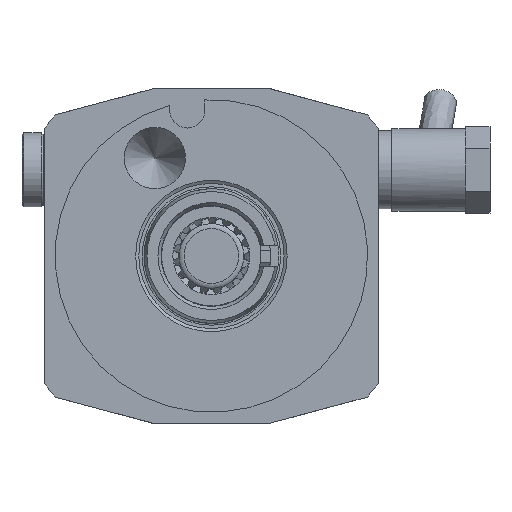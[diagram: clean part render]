
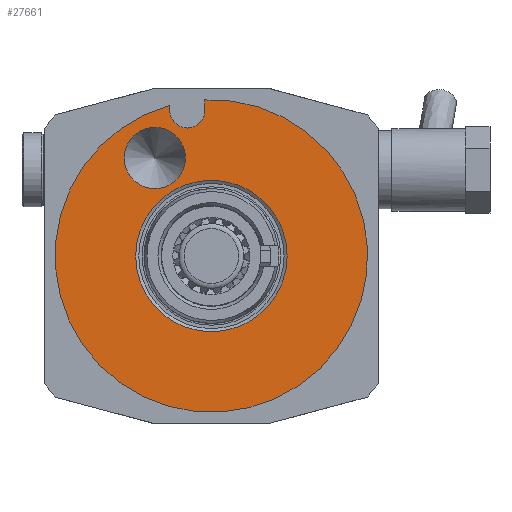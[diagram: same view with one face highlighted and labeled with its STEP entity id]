
A CAD part, front view. The second image highlights one B-rep face of the part: STEP entity #27661.
In plain terms, the highlighted planar face has unit normal (0, -1, 0).
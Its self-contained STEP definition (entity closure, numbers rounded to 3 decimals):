
#107 = DIRECTION ( 'NONE',  ( 1., 0., 0. ) ) ;
#1058 = CARTESIAN_POINT ( 'NONE',  ( -1.223, 0., 27. ) ) ;
#1118 = EDGE_LOOP ( 'NONE', ( #16799 ) ) ;
#1142 = ORIENTED_EDGE ( 'NONE', *, *, #2628, .F. ) ;
#1487 = DIRECTION ( 'NONE',  ( 1., 0., 0. ) ) ;
#1712 = EDGE_CURVE ( 'NONE', #7158, #22208, #3336, .T. ) ;
#1835 = AXIS2_PLACEMENT_3D ( 'NONE', #25844, #6642, #107 ) ;
#1843 = DIRECTION ( 'NONE',  ( 0., 1., 0. ) ) ;
#2117 = EDGE_CURVE ( 'NONE', #4494, #4494, #7191, .T. ) ;
#2445 = AXIS2_PLACEMENT_3D ( 'NONE', #25866, #1843, #17174 ) ;
#2628 = EDGE_CURVE ( 'NONE', #22970, #14841, #10859, .T. ) ;
#2994 = CARTESIAN_POINT ( 'NONE',  ( -1.223, 0., 27. ) ) ;
#3336 = LINE ( 'NONE', #1058, #25413 ) ;
#3878 = CARTESIAN_POINT ( 'NONE',  ( -4.473, 0., 27. ) ) ;
#4494 = VERTEX_POINT ( 'NONE', #28110 ) ;
#4502 = DIRECTION ( 'NONE',  ( 0., 1., 0. ) ) ;
#6642 = DIRECTION ( 'NONE',  ( 0., -1., 0. ) ) ;
#7028 = CARTESIAN_POINT ( 'NONE',  ( 0., 0., 0. ) ) ;
#7158 = VERTEX_POINT ( 'NONE', #2994 ) ;
#7191 = CIRCLE ( 'NONE', #25830, 5.677 ) ;
#7485 = DIRECTION ( 'NONE',  ( 0., -1., 0. ) ) ;
#7738 = CIRCLE ( 'NONE', #1835, 14.05 ) ;
#7819 = CIRCLE ( 'NONE', #20977, 3.25 ) ;
#7919 = CARTESIAN_POINT ( 'NONE',  ( -7.723, 0., 27.953 ) ) ;
#9137 = CARTESIAN_POINT ( 'NONE',  ( -7.723, 0., 27. ) ) ;
#10772 = FACE_OUTER_BOUND ( 'NONE', #15147, .T. ) ;
#10859 = LINE ( 'NONE', #26666, #11764 ) ;
#10884 = CIRCLE ( 'NONE', #19996, 29. ) ;
#11337 = EDGE_CURVE ( 'NONE', #17859, #17859, #7738, .T. ) ;
#11742 = EDGE_CURVE ( 'NONE', #22970, #22208, #10884, .T. ) ;
#11764 = VECTOR ( 'NONE', #21972, 1000. ) ;
#11989 = DIRECTION ( 'NONE',  ( 0., 0., 1. ) ) ;
#14841 = VERTEX_POINT ( 'NONE', #9137 ) ;
#15147 = EDGE_LOOP ( 'NONE', ( #19988, #20296, #19415, #1142 ) ) ;
#15191 = DIRECTION ( 'NONE',  ( -1., 0., 0. ) ) ;
#15582 = DIRECTION ( 'NONE',  ( 0., -1., 0. ) ) ;
#16799 = ORIENTED_EDGE ( 'NONE', *, *, #2117, .T. ) ;
#17174 = DIRECTION ( 'NONE',  ( -1., 0., 0. ) ) ;
#17859 = VERTEX_POINT ( 'NONE', #21699 ) ;
#17956 = ORIENTED_EDGE ( 'NONE', *, *, #11337, .F. ) ;
#19006 = CARTESIAN_POINT ( 'NONE',  ( -10.5, 0., 18.187 ) ) ;
#19315 = FACE_BOUND ( 'NONE', #1118, .T. ) ;
#19415 = ORIENTED_EDGE ( 'NONE', *, *, #21646, .F. ) ;
#19988 = ORIENTED_EDGE ( 'NONE', *, *, #11742, .T. ) ;
#19996 = AXIS2_PLACEMENT_3D ( 'NONE', #7028, #15582, #24664 ) ;
#20296 = ORIENTED_EDGE ( 'NONE', *, *, #1712, .F. ) ;
#20977 = AXIS2_PLACEMENT_3D ( 'NONE', #3878, #7485, #1487 ) ;
#21316 = FACE_BOUND ( 'NONE', #26504, .T. ) ;
#21646 = EDGE_CURVE ( 'NONE', #14841, #7158, #7819, .T. ) ;
#21699 = CARTESIAN_POINT ( 'NONE',  ( 14.05, 0., 0. ) ) ;
#21972 = DIRECTION ( 'NONE',  ( 0., 0., -1. ) ) ;
#22208 = VERTEX_POINT ( 'NONE', #24592 ) ;
#22970 = VERTEX_POINT ( 'NONE', #7919 ) ;
#24592 = CARTESIAN_POINT ( 'NONE',  ( -1.223, 0., 28.974 ) ) ;
#24664 = DIRECTION ( 'NONE',  ( 1., 0., 0. ) ) ;
#25413 = VECTOR ( 'NONE', #11989, 1000. ) ;
#25830 = AXIS2_PLACEMENT_3D ( 'NONE', #19006, #4502, #15191 ) ;
#25844 = CARTESIAN_POINT ( 'NONE',  ( 0., 0., 0. ) ) ;
#25866 = CARTESIAN_POINT ( 'NONE',  ( 0., 0., 29. ) ) ;
#26504 = EDGE_LOOP ( 'NONE', ( #17956 ) ) ;
#26666 = CARTESIAN_POINT ( 'NONE',  ( -7.723, 0., 27. ) ) ;
#27661 = ADVANCED_FACE ( 'Defeature completata1_162', ( #10772, #19315, #21316 ), #28001, .F. ) ;
#28001 = PLANE ( 'NONE',  #2445 ) ;
#28110 = CARTESIAN_POINT ( 'NONE',  ( -16.177, 0., 18.187 ) ) ;
